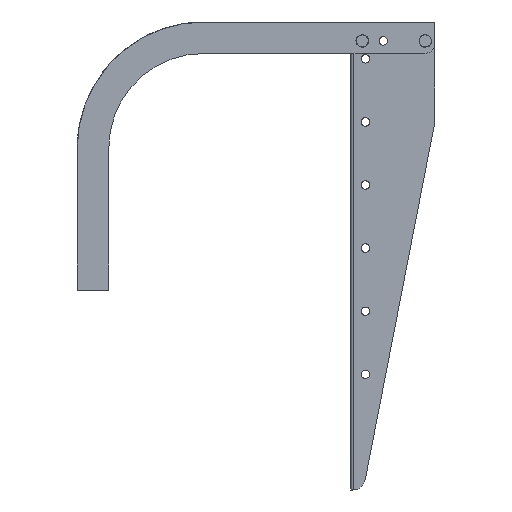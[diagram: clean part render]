
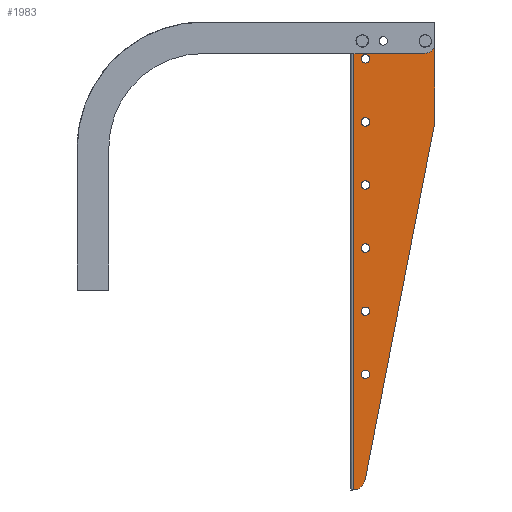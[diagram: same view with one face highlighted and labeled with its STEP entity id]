
A CAD part, left-side view. The second image highlights one B-rep face of the part: STEP entity #1983.
In plain terms, the highlighted planar face has unit normal (-1, 0, 0).
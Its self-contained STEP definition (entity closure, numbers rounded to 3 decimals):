
#84 = EDGE_CURVE ( 'NONE', #232, #248, #3418, .T. ) ;
#98 = VERTEX_POINT ( 'NONE', #1482 ) ;
#99 = VERTEX_POINT ( 'NONE', #1481 ) ;
#102 = VERTEX_POINT ( 'NONE', #1478 ) ;
#106 = VERTEX_POINT ( 'NONE', #1474 ) ;
#108 = VERTEX_POINT ( 'NONE', #1472 ) ;
#135 = DIRECTION ( 'NONE',  ( 0., -1., 0. ) ) ;
#138 = PLANE ( 'NONE',  #2331 ) ;
#141 = CARTESIAN_POINT ( 'NONE',  ( -22., -80., 220. ) ) ;
#142 = DIRECTION ( 'NONE',  ( -1., 0., 0. ) ) ;
#163 = EDGE_CURVE ( 'NONE', #236, #261, #3419, .T. ) ;
#232 = VERTEX_POINT ( 'NONE', #1915 ) ;
#236 = VERTEX_POINT ( 'NONE', #1911 ) ;
#242 = VERTEX_POINT ( 'NONE', #1601 ) ;
#246 = VERTEX_POINT ( 'NONE', #1593 ) ;
#248 = VERTEX_POINT ( 'NONE', #1590 ) ;
#261 = VERTEX_POINT ( 'NONE', #1567 ) ;
#342 = VERTEX_POINT ( 'NONE', #1495 ) ;
#614 = CARTESIAN_POINT ( 'NONE',  ( -22., -14., 190. ) ) ;
#615 = DIRECTION ( 'NONE',  ( 1., 0., 0. ) ) ;
#616 = DIRECTION ( 'NONE',  ( 0., 0., -1. ) ) ;
#627 = CARTESIAN_POINT ( 'NONE',  ( -22., -14., 10. ) ) ;
#628 = DIRECTION ( 'NONE',  ( 1., 0., 0. ) ) ;
#629 = DIRECTION ( 'NONE',  ( 0., 0., -1. ) ) ;
#635 = CARTESIAN_POINT ( 'NONE',  ( -22., -14., 70. ) ) ;
#636 = DIRECTION ( 'NONE',  ( 1., 0., 0. ) ) ;
#637 = DIRECTION ( 'NONE',  ( 0., 0., -1. ) ) ;
#682 = CARTESIAN_POINT ( 'NONE',  ( -22., -14., -110. ) ) ;
#683 = DIRECTION ( 'NONE',  ( 1., 0., 0. ) ) ;
#684 = DIRECTION ( 'NONE',  ( 0., 0., -1. ) ) ;
#805 = CARTESIAN_POINT ( 'NONE',  ( -22., -31., 207. ) ) ;
#806 = DIRECTION ( 'NONE',  ( 1., 0., 0. ) ) ;
#807 = DIRECTION ( 'NONE',  ( 0., 0., -1. ) ) ;
#813 = CARTESIAN_POINT ( 'NONE',  ( -22., -14., -50. ) ) ;
#814 = DIRECTION ( 'NONE',  ( 1., 0., 0. ) ) ;
#815 = DIRECTION ( 'NONE',  ( 0., 0., -1. ) ) ;
#846 = CARTESIAN_POINT ( 'NONE',  ( -22., -71., 207. ) ) ;
#847 = DIRECTION ( 'NONE',  ( 1., 0., 0. ) ) ;
#848 = DIRECTION ( 'NONE',  ( 0., 0., -1. ) ) ;
#849 = CARTESIAN_POINT ( 'NONE',  ( -22., -11., 207. ) ) ;
#850 = DIRECTION ( 'NONE',  ( 1., 0., 0. ) ) ;
#851 = DIRECTION ( 'NONE',  ( 0., -1., 0. ) ) ;
#968 = CARTESIAN_POINT ( 'NONE',  ( -22., -68., 208. ) ) ;
#969 = DIRECTION ( 'NONE',  ( 1., 0., 0. ) ) ;
#970 = DIRECTION ( 'NONE',  ( 0., -1., 0. ) ) ;
#1010 = CARTESIAN_POINT ( 'NONE',  ( -22., -80., 129.83 ) ) ;
#1011 = CARTESIAN_POINT ( 'NONE',  ( -22., -14., 130. ) ) ;
#1012 = DIRECTION ( 'NONE',  ( 1., 0., 0. ) ) ;
#1013 = DIRECTION ( 'NONE',  ( 0., 0., -1. ) ) ;
#1015 = CARTESIAN_POINT ( 'NONE',  ( -22., -2.108, -208. ) ) ;
#1016 = DIRECTION ( 'NONE',  ( -1., 0., 0. ) ) ;
#1017 = DIRECTION ( 'NONE',  ( 0., 0., -1. ) ) ;
#1027 = DIRECTION ( 'NONE',  ( 0., -0.191, 0.982 ) ) ;
#1266 = AXIS2_PLACEMENT_3D ( 'NONE', #968, #969, #970 ) ;
#1271 = AXIS2_PLACEMENT_3D ( 'NONE', #1011, #1012, #1013 ) ;
#1272 = AXIS2_PLACEMENT_3D ( 'NONE', #1015, #1016, #1017 ) ;
#1283 = AXIS2_PLACEMENT_3D ( 'NONE', #846, #847, #848 ) ;
#1284 = AXIS2_PLACEMENT_3D ( 'NONE', #849, #850, #851 ) ;
#1311 = AXIS2_PLACEMENT_3D ( 'NONE', #805, #806, #807 ) ;
#1313 = AXIS2_PLACEMENT_3D ( 'NONE', #813, #814, #815 ) ;
#1318 = AXIS2_PLACEMENT_3D ( 'NONE', #614, #615, #616 ) ;
#1321 = AXIS2_PLACEMENT_3D ( 'NONE', #627, #628, #629 ) ;
#1323 = AXIS2_PLACEMENT_3D ( 'NONE', #635, #636, #637 ) ;
#1336 = AXIS2_PLACEMENT_3D ( 'NONE', #682, #683, #684 ) ;
#1449 = CARTESIAN_POINT ( 'NONE',  ( -22., -14., 126. ) ) ;
#1459 = CARTESIAN_POINT ( 'NONE',  ( -22., -71., 203. ) ) ;
#1460 = CARTESIAN_POINT ( 'NONE',  ( -22., -15., 207. ) ) ;
#1472 = CARTESIAN_POINT ( 'NONE',  ( -22., -31., 203. ) ) ;
#1474 = CARTESIAN_POINT ( 'NONE',  ( -22., -14., -54. ) ) ;
#1478 = CARTESIAN_POINT ( 'NONE',  ( -22., -14., 186. ) ) ;
#1481 = CARTESIAN_POINT ( 'NONE',  ( -22., -14., 6. ) ) ;
#1482 = CARTESIAN_POINT ( 'NONE',  ( -22., -14., 66. ) ) ;
#1495 = CARTESIAN_POINT ( 'NONE',  ( -22., -14., -114. ) ) ;
#1567 = CARTESIAN_POINT ( 'NONE',  ( -22., -2.5, 220. ) ) ;
#1590 = CARTESIAN_POINT ( 'NONE',  ( -22., -80., 129.83 ) ) ;
#1593 = CARTESIAN_POINT ( 'NONE',  ( -22., -2.5, -219.994 ) ) ;
#1601 = CARTESIAN_POINT ( 'NONE',  ( -22., -13.887, -210.29 ) ) ;
#1660 = CARTESIAN_POINT ( 'NONE',  ( -22., -2.5, 220. ) ) ;
#1668 = DIRECTION ( 'NONE',  ( 0., 0., -1. ) ) ;
#1911 = CARTESIAN_POINT ( 'NONE',  ( -22., -68., 220. ) ) ;
#1915 = CARTESIAN_POINT ( 'NONE',  ( -22., -80., 208. ) ) ;
#1983 = ADVANCED_FACE ( 'NONE', ( #3031, #3027, #3033, #3028, #3041, #3026, #3025, #3024, #3023, #3022 ), #138, .T. ) ;
#2142 = EDGE_CURVE ( 'NONE', #261, #246, #2609, .T. ) ;
#2240 = EDGE_CURVE ( 'NONE', #236, #232, #3176, .T. ) ;
#2256 = EDGE_CURVE ( 'NONE', #2642, #2642, #3148, .T. ) ;
#2257 = EDGE_CURVE ( 'NONE', #246, #242, #3142, .T. ) ;
#2263 = EDGE_CURVE ( 'NONE', #242, #248, #3140, .T. ) ;
#2278 = EDGE_CURVE ( 'NONE', #2627, #2627, #2516, .T. ) ;
#2279 = EDGE_CURVE ( 'NONE', #2625, #2625, #2515, .T. ) ;
#2331 = AXIS2_PLACEMENT_3D ( 'NONE', #141, #142, #135 ) ;
#2421 = CIRCLE ( 'NONE', #1311, 4. ) ;
#2515 = CIRCLE ( 'NONE', #1284, 4. ) ;
#2516 = CIRCLE ( 'NONE', #1283, 4. ) ;
#2602 = VECTOR ( 'NONE', #1668, 1000. ) ;
#2609 = LINE ( 'NONE', #1660, #2602 ) ;
#2625 = VERTEX_POINT ( 'NONE', #1460 ) ;
#2627 = VERTEX_POINT ( 'NONE', #1459 ) ;
#2642 = VERTEX_POINT ( 'NONE', #1449 ) ;
#2750 = EDGE_CURVE ( 'NONE', #108, #108, #2421, .T. ) ;
#2752 = EDGE_CURVE ( 'NONE', #106, #106, #3392, .T. ) ;
#2760 = EDGE_CURVE ( 'NONE', #102, #102, #3379, .T. ) ;
#2830 = CARTESIAN_POINT ( 'NONE',  ( -22., -80., 220. ) ) ;
#2840 = DIRECTION ( 'NONE',  ( 0., 1., 0. ) ) ;
#2841 = DIRECTION ( 'NONE',  ( 0., 0., -1. ) ) ;
#2842 = CARTESIAN_POINT ( 'NONE',  ( -22., -80., 220. ) ) ;
#3022 = FACE_OUTER_BOUND ( 'NONE', #3925, .T. ) ;
#3023 = FACE_BOUND ( 'NONE', #3924, .T. ) ;
#3024 = FACE_BOUND ( 'NONE', #3923, .T. ) ;
#3025 = FACE_BOUND ( 'NONE', #3934, .T. ) ;
#3026 = FACE_BOUND ( 'NONE', #3430, .T. ) ;
#3027 = FACE_BOUND ( 'NONE', #3451, .T. ) ;
#3028 = FACE_BOUND ( 'NONE', #3453, .T. ) ;
#3031 = FACE_BOUND ( 'NONE', #3429, .T. ) ;
#3033 = FACE_BOUND ( 'NONE', #3452, .T. ) ;
#3041 = FACE_BOUND ( 'NONE', #3454, .T. ) ;
#3132 = VECTOR ( 'NONE', #1027, 1000. ) ;
#3140 = LINE ( 'NONE', #1010, #3132 ) ;
#3142 = CIRCLE ( 'NONE', #1272, 12. ) ;
#3148 = CIRCLE ( 'NONE', #1271, 4. ) ;
#3176 = CIRCLE ( 'NONE', #1266, 12. ) ;
#3248 = EDGE_CURVE ( 'NONE', #99, #99, #3371, .T. ) ;
#3252 = EDGE_CURVE ( 'NONE', #98, #98, #3367, .T. ) ;
#3268 = EDGE_CURVE ( 'NONE', #342, #342, #3347, .T. ) ;
#3347 = CIRCLE ( 'NONE', #1336, 4. ) ;
#3367 = CIRCLE ( 'NONE', #1323, 4. ) ;
#3371 = CIRCLE ( 'NONE', #1321, 4. ) ;
#3379 = CIRCLE ( 'NONE', #1318, 4. ) ;
#3392 = CIRCLE ( 'NONE', #1313, 4. ) ;
#3412 = VECTOR ( 'NONE', #2840, 1000. ) ;
#3417 = VECTOR ( 'NONE', #2841, 1000. ) ;
#3418 = LINE ( 'NONE', #2842, #3417 ) ;
#3419 = LINE ( 'NONE', #2830, #3412 ) ;
#3429 = EDGE_LOOP ( 'NONE', ( #3881 ) ) ;
#3430 = EDGE_LOOP ( 'NONE', ( #3886 ) ) ;
#3451 = EDGE_LOOP ( 'NONE', ( #3882 ) ) ;
#3452 = EDGE_LOOP ( 'NONE', ( #3883 ) ) ;
#3453 = EDGE_LOOP ( 'NONE', ( #3884 ) ) ;
#3454 = EDGE_LOOP ( 'NONE', ( #3885 ) ) ;
#3881 = ORIENTED_EDGE ( 'NONE', *, *, #3268, .T. ) ;
#3882 = ORIENTED_EDGE ( 'NONE', *, *, #3248, .T. ) ;
#3883 = ORIENTED_EDGE ( 'NONE', *, *, #2760, .T. ) ;
#3884 = ORIENTED_EDGE ( 'NONE', *, *, #2750, .T. ) ;
#3885 = ORIENTED_EDGE ( 'NONE', *, *, #2279, .T. ) ;
#3886 = ORIENTED_EDGE ( 'NONE', *, *, #2278, .T. ) ;
#3887 = ORIENTED_EDGE ( 'NONE', *, *, #3252, .T. ) ;
#3888 = ORIENTED_EDGE ( 'NONE', *, *, #2752, .T. ) ;
#3889 = ORIENTED_EDGE ( 'NONE', *, *, #2256, .T. ) ;
#3890 = ORIENTED_EDGE ( 'NONE', *, *, #84, .F. ) ;
#3891 = ORIENTED_EDGE ( 'NONE', *, *, #2240, .F. ) ;
#3892 = ORIENTED_EDGE ( 'NONE', *, *, #163, .T. ) ;
#3893 = ORIENTED_EDGE ( 'NONE', *, *, #2142, .T. ) ;
#3894 = ORIENTED_EDGE ( 'NONE', *, *, #2257, .T. ) ;
#3895 = ORIENTED_EDGE ( 'NONE', *, *, #2263, .T. ) ;
#3923 = EDGE_LOOP ( 'NONE', ( #3888 ) ) ;
#3924 = EDGE_LOOP ( 'NONE', ( #3889 ) ) ;
#3925 = EDGE_LOOP ( 'NONE', ( #3890, #3891, #3892, #3893, #3894, #3895 ) ) ;
#3934 = EDGE_LOOP ( 'NONE', ( #3887 ) ) ;
